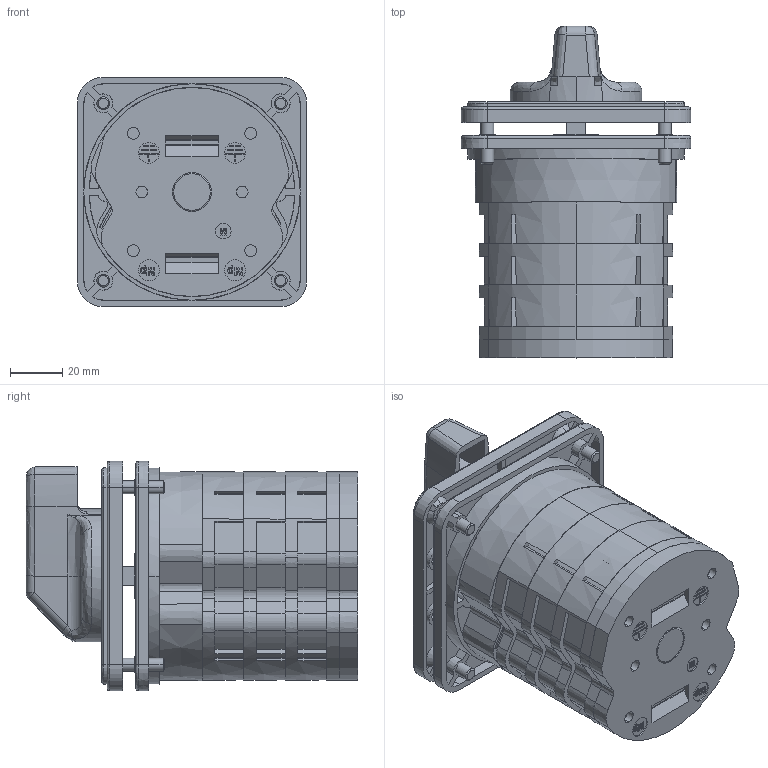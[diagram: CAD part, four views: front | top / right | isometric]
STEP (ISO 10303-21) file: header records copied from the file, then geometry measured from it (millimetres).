
FILE_DESCRIPTION (( 'STEP AP203' ), '1' );
FILE_NAME ('Z656-3.H09B.STEP', '2021-08-19T18:50:17', ( '' ), ( '' ), 'SwSTEP 2.0', 'SolidWorks 2021', '' );
FILE_SCHEMA (( 'CONFIG_CONTROL_DESIGN' ));
Length unit declared in the file: inch
Products named in the file (1): Z656-3.H09B
Bounding box: 88 x 127.2 x 88 mm (x, y, z)
Volume: 404144.1 mm3; surface area: 149964.3 mm2
Topology: 16 solids, 103 shells, 2724 faces, 6771 edges, 4446 vertices
Faces by surface type: plane 1518, cone 576, cylinder 430, bspline 200
Entity records: 90926 total; most frequent: CARTESIAN_POINT 26529, ORIENTED_EDGE 13534, DIRECTION 12979, EDGE_CURVE 6767, AXIS2_PLACEMENT_3D 4589, VERTEX_POINT 4446, LINE 3801, VECTOR 3801
